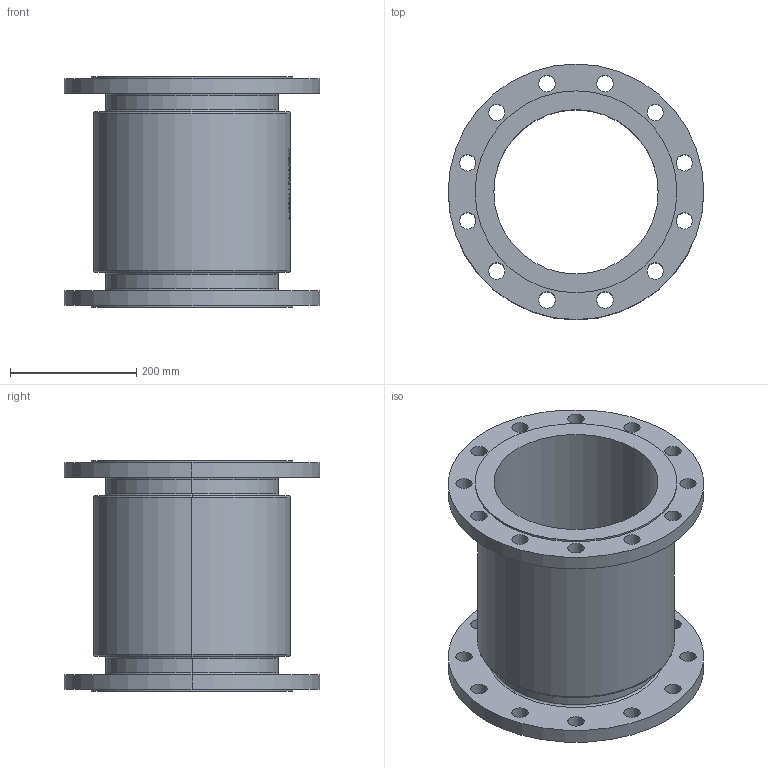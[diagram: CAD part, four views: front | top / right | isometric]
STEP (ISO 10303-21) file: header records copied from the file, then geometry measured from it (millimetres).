
FILE_DESCRIPTION (( 'STEP AP214' ), '1' );
FILE_NAME ('7120000_DN250_PN16_1190574.STEP', '2022-02-23T11:24:30', ( 'axxx' ), ( 'Hewlett-Packard Company' ), 'SwSTEP 2.0', 'SolidWorks 2019', '' );
FILE_SCHEMA (( 'AUTOMOTIVE_DESIGN' ));
Length unit declared in the file: millimetre
Products named in the file (1): 7120000_DN250_PN16_1190574
Bounding box: 405 x 405 x 365 mm (x, y, z)
Volume: 9567386.2 mm3; surface area: 1008755.1 mm2
Topology: 1 solids, 1 shells, 544 faces, 1416 edges, 940 vertices
Faces by surface type: plane 247, bspline 202, cylinder 83, torus 12
Entity records: 29447 total; most frequent: CARTESIAN_POINT 17278, ORIENTED_EDGE 2832, DIRECTION 1862, EDGE_CURVE 1416, VERTEX_POINT 940, LINE 750, VECTOR 750, EDGE_LOOP 660
